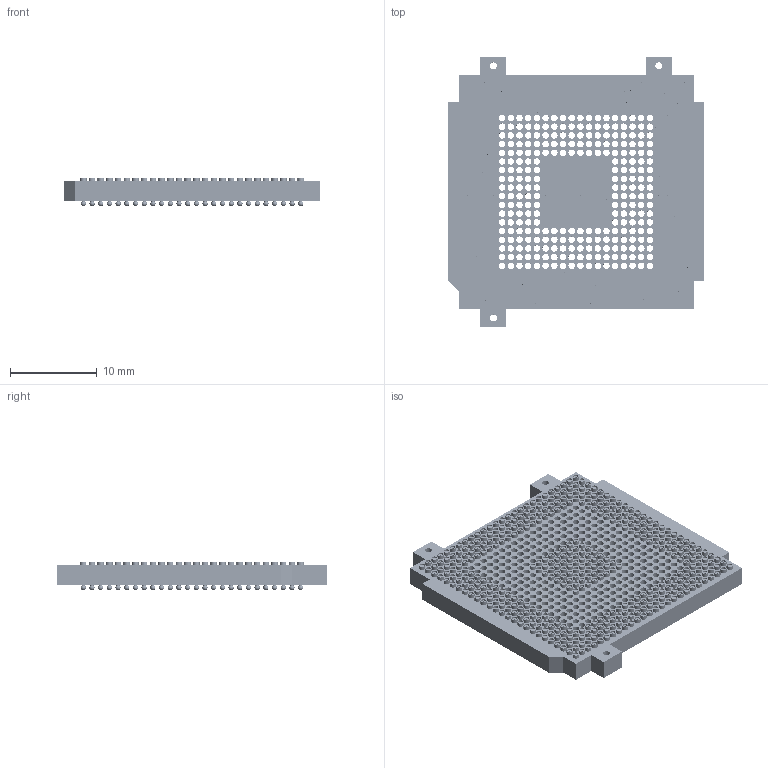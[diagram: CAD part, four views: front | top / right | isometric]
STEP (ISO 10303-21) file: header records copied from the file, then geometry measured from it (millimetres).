
FILE_DESCRIPTION(/* description */ (''),/* implementation_level */ '2;1');
FILE_NAME(/* name */ 'LFBGARBWAO.stp',/* time_stamp */ '2015-12-08T10:49:17-05:00',/* author */ ('B17677'),/* organization */ (''),/* preprocessor_version */ 'ST-DEVELOPER v16.1',/* originating_system */ 'AutoCAD Mechanical',/* authorisation */ '');
FILE_SCHEMA (('AUTOMOTIVE_DESIGN { 1 0 10303 214 3 1 1 }'));
Products named in the file (1): Product
Bounding box: 29.39 x 31.01 x 3.28 mm (x, y, z)
Volume: 1529.6 mm3; surface area: 8326.9 mm2
Topology: 417 solids, 417 shells, 4449 faces, 8349 edges, 5566 vertices
Faces by surface type: cylinder 2343, plane 1690, sphere 416
Full cylindrical faces by diameter (mm): 0.175 x416, 0.375 x416, 0.575 x416, 0.75 x1092, 0.8 x3
Entity records: 94239 total; most frequent: DIRECTION 18344, CARTESIAN_POINT 13942, ORIENTED_EDGE 9516, EDGE_LOOP 9398, AXIS2_PLACEMENT_3D 9136, FACE_BOUND 4949, EDGE_CURVE 4758, VERTEX_POINT 4734
